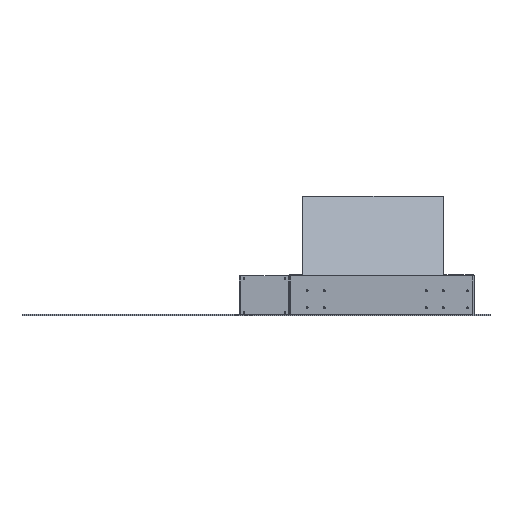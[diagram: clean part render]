
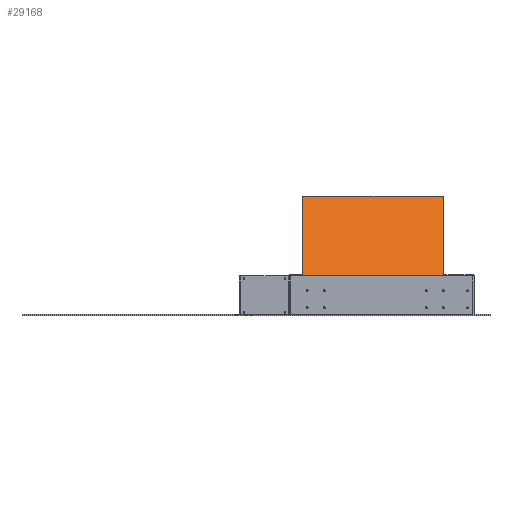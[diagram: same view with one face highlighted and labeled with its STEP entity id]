
A CAD part, top view. The second image highlights one B-rep face of the part: STEP entity #29168.
In plain terms, the highlighted planar face has unit normal (0, 0.5, 0.866).
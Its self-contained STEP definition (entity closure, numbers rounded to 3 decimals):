
#145 = LINE ( 'NONE', #22613, #27872 ) ;
#1249 = DIRECTION ( 'NONE',  ( -1., 0., 0. ) ) ;
#4619 = CARTESIAN_POINT ( 'NONE',  ( -165.5, 203.172, -220.5 ) ) ;
#6098 = DIRECTION ( 'NONE',  ( 0., -0.866, 0.5 ) ) ;
#6307 = ORIENTED_EDGE ( 'NONE', *, *, #36511, .T. ) ;
#8088 = LINE ( 'NONE', #20992, #25202 ) ;
#9036 = DIRECTION ( 'NONE',  ( 0., -0.5, -0.866 ) ) ;
#10008 = ORIENTED_EDGE ( 'NONE', *, *, #21153, .T. ) ;
#10321 = VERTEX_POINT ( 'NONE', #18060 ) ;
#12002 = CARTESIAN_POINT ( 'NONE',  ( 0., 107.476, -165.25 ) ) ;
#13577 = DIRECTION ( 'NONE',  ( -1., 0., 0. ) ) ;
#15399 = PLANE ( 'NONE',  #18939 ) ;
#18060 = CARTESIAN_POINT ( 'NONE',  ( 165.5, 11.78, -110. ) ) ;
#18939 = AXIS2_PLACEMENT_3D ( 'NONE', #12002, #9036, #1249 ) ;
#19129 = EDGE_CURVE ( 'NONE', #10321, #27990, #25485, .T. ) ;
#19709 = CARTESIAN_POINT ( 'NONE',  ( -165.5, 203.172, -220.5 ) ) ;
#20992 = CARTESIAN_POINT ( 'NONE',  ( -165.5, 11.78, -110. ) ) ;
#21108 = EDGE_LOOP ( 'NONE', ( #37855, #38665, #6307, #10008 ) ) ;
#21153 = EDGE_CURVE ( 'NONE', #25522, #10321, #8088, .T. ) ;
#22613 = CARTESIAN_POINT ( 'NONE',  ( -165.5, 11.78, -110. ) ) ;
#24716 = FACE_OUTER_BOUND ( 'NONE', #21108, .T. ) ;
#25202 = VECTOR ( 'NONE', #33965, 1000. ) ;
#25485 = LINE ( 'NONE', #28869, #33838 ) ;
#25522 = VERTEX_POINT ( 'NONE', #36348 ) ;
#26549 = VERTEX_POINT ( 'NONE', #4619 ) ;
#26775 = VECTOR ( 'NONE', #13577, 1000. ) ;
#27872 = VECTOR ( 'NONE', #6098, 1000. ) ;
#27990 = VERTEX_POINT ( 'NONE', #41292 ) ;
#28661 = DIRECTION ( 'NONE',  ( 0., 0.866, -0.5 ) ) ;
#28869 = CARTESIAN_POINT ( 'NONE',  ( 165.5, 11.78, -110. ) ) ;
#29168 = ADVANCED_FACE ( 'NONE', ( #24716 ), #15399, .F. ) ;
#33838 = VECTOR ( 'NONE', #28661, 1000. ) ;
#33965 = DIRECTION ( 'NONE',  ( 1., 0., 0. ) ) ;
#36348 = CARTESIAN_POINT ( 'NONE',  ( -165.5, 11.78, -110. ) ) ;
#36511 = EDGE_CURVE ( 'NONE', #26549, #25522, #145, .T. ) ;
#37855 = ORIENTED_EDGE ( 'NONE', *, *, #19129, .T. ) ;
#38665 = ORIENTED_EDGE ( 'NONE', *, *, #41394, .T. ) ;
#39232 = LINE ( 'NONE', #19709, #26775 ) ;
#41292 = CARTESIAN_POINT ( 'NONE',  ( 165.5, 203.172, -220.5 ) ) ;
#41394 = EDGE_CURVE ( 'NONE', #27990, #26549, #39232, .T. ) ;
